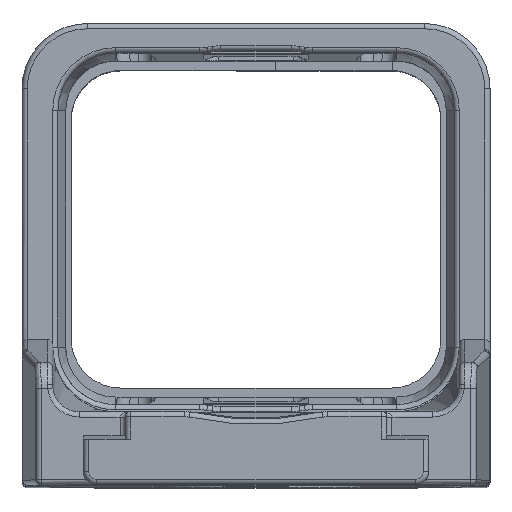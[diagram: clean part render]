
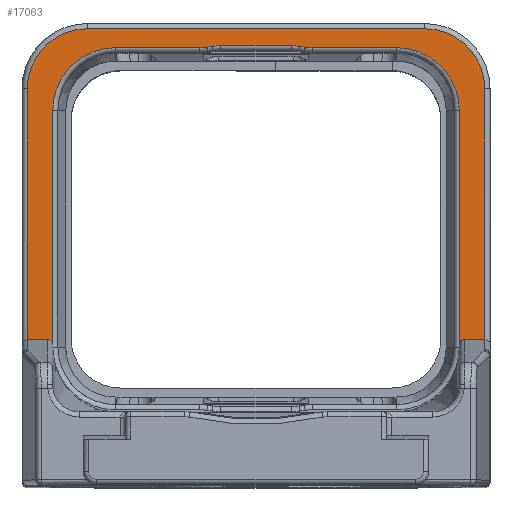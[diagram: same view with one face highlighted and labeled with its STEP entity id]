
A CAD part, top view. The second image highlights one B-rep face of the part: STEP entity #17063.
In plain terms, the highlighted planar face has unit normal (0, 0, 1).
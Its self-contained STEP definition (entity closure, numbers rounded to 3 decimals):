
#1=DIRECTION('',(0.,-1.,0.));
#2=VECTOR('',#1,8.96);
#3=CARTESIAN_POINT('',(-7.775,4.525,17.65));
#4=LINE('',#3,#2);
#5=DIRECTION('',(1.,0.,0.));
#6=VECTOR('',#5,0.775);
#7=CARTESIAN_POINT('',(-8.75,-4.234,17.65));
#8=LINE('',#7,#6);
#9=DIRECTION('',(0.,-1.,0.));
#10=VECTOR('',#9,9.584);
#11=CARTESIAN_POINT('',(-8.75,5.35,17.65));
#12=LINE('',#11,#10);
#13=CARTESIAN_POINT('',(-6.45,5.35,17.65));
#14=DIRECTION('',(0.,0.,1.));
#15=DIRECTION('',(0.,1.,0.));
#16=AXIS2_PLACEMENT_3D('',#13,#14,#15);
#18=DIRECTION('',(-1.,0.,0.));
#19=VECTOR('',#18,12.9);
#20=CARTESIAN_POINT('',(6.45,7.65,17.65));
#21=LINE('',#20,#19);
#22=CARTESIAN_POINT('',(6.45,5.35,17.65));
#23=DIRECTION('',(0.,0.,1.));
#24=DIRECTION('',(1.,0.,0.));
#25=AXIS2_PLACEMENT_3D('',#22,#23,#24);
#27=DIRECTION('',(0.,1.,0.));
#28=VECTOR('',#27,9.584);
#29=CARTESIAN_POINT('',(8.75,-4.234,17.65));
#30=LINE('',#29,#28);
#31=DIRECTION('',(-1.,0.,0.));
#32=VECTOR('',#31,0.775);
#33=CARTESIAN_POINT('',(8.75,-4.234,17.65));
#34=LINE('',#33,#32);
#35=DIRECTION('',(0.,1.,0.));
#36=VECTOR('',#35,8.96);
#37=CARTESIAN_POINT('',(7.775,-4.435,17.65));
#38=LINE('',#37,#36);
#39=CARTESIAN_POINT('',(5.375,4.525,17.65));
#40=DIRECTION('',(0.,0.,-1.));
#41=DIRECTION('',(0.,1.,0.));
#42=AXIS2_PLACEMENT_3D('',#39,#40,#41);
#44=DIRECTION('',(1.,0.,0.));
#45=VECTOR('',#44,3.226);
#46=CARTESIAN_POINT('',(2.149,6.925,17.65));
#47=LINE('',#46,#45);
#48=CARTESIAN_POINT('',(2.149,8.725,17.65));
#49=DIRECTION('',(0.,0.,1.));
#50=DIRECTION('',(-0.148,-0.989,0.));
#51=AXIS2_PLACEMENT_3D('',#48,#49,#50);
#53=DIRECTION('',(0.989,-0.148,0.));
#54=VECTOR('',#53,0.207);
#55=CARTESIAN_POINT('',(1.677,6.976,17.65));
#56=LINE('',#55,#54);
#57=CARTESIAN_POINT('',(1.351,4.8,17.65));
#58=DIRECTION('',(0.,0.,-1.));
#59=DIRECTION('',(0.,1.,0.));
#60=AXIS2_PLACEMENT_3D('',#57,#58,#59);
#62=DIRECTION('',(1.,0.,0.));
#63=VECTOR('',#62,2.702);
#64=CARTESIAN_POINT('',(-1.351,7.,17.65));
#65=LINE('',#64,#63);
#66=CARTESIAN_POINT('',(-1.351,4.8,17.65));
#67=DIRECTION('',(0.,0.,-1.));
#68=DIRECTION('',(-0.148,0.989,0.));
#69=AXIS2_PLACEMENT_3D('',#66,#67,#68);
#71=DIRECTION('',(0.989,0.148,0.));
#72=VECTOR('',#71,0.207);
#73=CARTESIAN_POINT('',(-1.882,6.945,17.65));
#74=LINE('',#73,#72);
#75=CARTESIAN_POINT('',(-2.149,8.725,17.65));
#76=DIRECTION('',(0.,0.,1.));
#77=DIRECTION('',(0.,-1.,0.));
#78=AXIS2_PLACEMENT_3D('',#75,#76,#77);
#80=DIRECTION('',(1.,0.,0.));
#81=VECTOR('',#80,3.226);
#82=CARTESIAN_POINT('',(-5.375,6.925,17.65));
#83=LINE('',#82,#81);
#84=CARTESIAN_POINT('',(-5.375,4.525,17.65));
#85=DIRECTION('',(0.,0.,-1.));
#86=DIRECTION('',(-1.,0.,0.));
#87=AXIS2_PLACEMENT_3D('',#84,#85,#86);
#171=CARTESIAN_POINT('',(7.775,-4.435,17.65));
#172=CARTESIAN_POINT('',(7.775,-4.418,17.65));
#173=CARTESIAN_POINT('',(7.779,-4.389,17.65));
#174=CARTESIAN_POINT('',(7.796,-4.339,17.65));
#175=CARTESIAN_POINT('',(7.831,-4.29,17.65));
#176=CARTESIAN_POINT('',(7.879,-4.255,17.65));
#177=CARTESIAN_POINT('',(7.929,-4.238,17.65));
#178=CARTESIAN_POINT('',(7.958,-4.234,17.65));
#179=CARTESIAN_POINT('',(7.975,-4.234,17.65));
#316=CARTESIAN_POINT('',(-7.975,-4.234,17.65));
#317=CARTESIAN_POINT('',(-7.958,-4.234,17.65));
#318=CARTESIAN_POINT('',(-7.929,-4.238,17.65));
#319=CARTESIAN_POINT('',(-7.879,-4.255,17.65));
#320=CARTESIAN_POINT('',(-7.831,-4.29,17.65));
#321=CARTESIAN_POINT('',(-7.796,-4.339,17.65));
#322=CARTESIAN_POINT('',(-7.779,-4.389,17.65));
#323=CARTESIAN_POINT('',(-7.775,-4.418,17.65));
#324=CARTESIAN_POINT('',(-7.775,-4.435,17.65));
#15824=CARTESIAN_POINT('',(-8.75,5.35,17.65));
#15825=CARTESIAN_POINT('',(-8.75,-4.234,17.65));
#15826=VERTEX_POINT('',#15824);
#15827=VERTEX_POINT('',#15825);
#15832=CARTESIAN_POINT('',(-6.45,7.65,17.65));
#15833=VERTEX_POINT('',#15832);
#15836=CARTESIAN_POINT('',(6.45,7.65,17.65));
#15837=VERTEX_POINT('',#15836);
#15840=CARTESIAN_POINT('',(8.75,5.35,17.65));
#15841=VERTEX_POINT('',#15840);
#15844=CARTESIAN_POINT('',(8.75,-4.234,17.65));
#15845=VERTEX_POINT('',#15844);
#16004=CARTESIAN_POINT('',(-7.975,-4.234,17.65));
#16005=VERTEX_POINT('',#16004);
#16086=CARTESIAN_POINT('',(-7.775,-4.435,17.65));
#16088=VERTEX_POINT('',#16086);
#16129=CARTESIAN_POINT('',(7.775,-4.435,17.65));
#16130=VERTEX_POINT('',#16129);
#16133=CARTESIAN_POINT('',(5.375,6.925,17.65));
#16134=CARTESIAN_POINT('',(7.775,4.525,17.65));
#16135=VERTEX_POINT('',#16133);
#16136=VERTEX_POINT('',#16134);
#16139=CARTESIAN_POINT('',(2.149,6.925,17.65));
#16140=VERTEX_POINT('',#16139);
#16143=CARTESIAN_POINT('',(1.882,6.945,17.65));
#16144=VERTEX_POINT('',#16143);
#16147=CARTESIAN_POINT('',(1.677,6.976,17.65));
#16148=VERTEX_POINT('',#16147);
#16151=CARTESIAN_POINT('',(1.351,7.,17.65));
#16152=VERTEX_POINT('',#16151);
#16155=CARTESIAN_POINT('',(-1.351,7.,17.65));
#16156=VERTEX_POINT('',#16155);
#16159=CARTESIAN_POINT('',(-1.677,6.976,17.65));
#16160=VERTEX_POINT('',#16159);
#16163=CARTESIAN_POINT('',(-1.882,6.945,17.65));
#16164=VERTEX_POINT('',#16163);
#16167=CARTESIAN_POINT('',(-2.149,6.925,17.65));
#16168=VERTEX_POINT('',#16167);
#16171=CARTESIAN_POINT('',(-5.375,6.925,17.65));
#16172=VERTEX_POINT('',#16171);
#16175=CARTESIAN_POINT('',(-7.775,4.525,17.65));
#16176=VERTEX_POINT('',#16175);
#16195=CARTESIAN_POINT('',(7.975,-4.234,17.65));
#16196=VERTEX_POINT('',#16195);
#17012=CARTESIAN_POINT('',(0.,0.,17.65));
#17013=DIRECTION('',(0.,0.,1.));
#17014=DIRECTION('',(1.,0.,0.));
#17015=AXIS2_PLACEMENT_3D('',#17012,#17013,#17014);
#17016=PLANE('',#17015);
#17018=ORIENTED_EDGE('',*,*,#17017,.T.);
#17020=ORIENTED_EDGE('',*,*,#17019,.F.);
#17022=ORIENTED_EDGE('',*,*,#17021,.F.);
#17024=ORIENTED_EDGE('',*,*,#17023,.F.);
#17026=ORIENTED_EDGE('',*,*,#17025,.F.);
#17028=ORIENTED_EDGE('',*,*,#17027,.F.);
#17030=ORIENTED_EDGE('',*,*,#17029,.F.);
#17032=ORIENTED_EDGE('',*,*,#17031,.F.);
#17034=ORIENTED_EDGE('',*,*,#17033,.T.);
#17036=ORIENTED_EDGE('',*,*,#17035,.F.);
#17038=ORIENTED_EDGE('',*,*,#17037,.T.);
#17040=ORIENTED_EDGE('',*,*,#17039,.F.);
#17042=ORIENTED_EDGE('',*,*,#17041,.F.);
#17044=ORIENTED_EDGE('',*,*,#17043,.F.);
#17046=ORIENTED_EDGE('',*,*,#17045,.F.);
#17048=ORIENTED_EDGE('',*,*,#17047,.F.);
#17050=ORIENTED_EDGE('',*,*,#17049,.F.);
#17052=ORIENTED_EDGE('',*,*,#17051,.F.);
#17054=ORIENTED_EDGE('',*,*,#17053,.F.);
#17056=ORIENTED_EDGE('',*,*,#17055,.F.);
#17058=ORIENTED_EDGE('',*,*,#17057,.F.);
#17060=ORIENTED_EDGE('',*,*,#17059,.F.);
#17061=EDGE_LOOP('',(#17018,#17020,#17022,#17024,#17026,#17028,#17030,#17032,
#17034,#17036,#17038,#17040,#17042,#17044,#17046,#17048,#17050,#17052,#17054,
#17056,#17058,#17060));
#17062=FACE_OUTER_BOUND('',#17061,.F.);
#17063=ADVANCED_FACE('',(#17062),#17016,.T.);
#17=CIRCLE('',#16,2.3);
#26=CIRCLE('',#25,2.3);
#43=CIRCLE('',#42,2.4);
#52=CIRCLE('',#51,1.8);
#61=CIRCLE('',#60,2.2);
#70=CIRCLE('',#69,2.2);
#79=CIRCLE('',#78,1.8);
#88=CIRCLE('',#87,2.4);
#180=B_SPLINE_CURVE_WITH_KNOTS('',3,(#171,#172,#173,#174,#175,#176,#177,#178,
#179),.UNSPECIFIED.,.F.,.F.,(4,1,1,1,1,1,4),(0.,0.125,0.25,0.5,0.75,
0.875,1.),.UNSPECIFIED.);
#325=B_SPLINE_CURVE_WITH_KNOTS('',3,(#316,#317,#318,#319,#320,#321,#322,#323,
#324),.UNSPECIFIED.,.F.,.F.,(4,1,1,1,1,1,4),(0.,0.125,0.25,0.5,0.75,
0.875,1.),.UNSPECIFIED.);
#17017=EDGE_CURVE('',#16176,#16088,#4,.T.);
#17019=EDGE_CURVE('',#16005,#16088,#325,.T.);
#17021=EDGE_CURVE('',#15827,#16005,#8,.T.);
#17023=EDGE_CURVE('',#15826,#15827,#12,.T.);
#17025=EDGE_CURVE('',#15833,#15826,#17,.T.);
#17027=EDGE_CURVE('',#15837,#15833,#21,.T.);
#17029=EDGE_CURVE('',#15841,#15837,#26,.T.);
#17031=EDGE_CURVE('',#15845,#15841,#30,.T.);
#17033=EDGE_CURVE('',#15845,#16196,#34,.T.);
#17035=EDGE_CURVE('',#16130,#16196,#180,.T.);
#17037=EDGE_CURVE('',#16130,#16136,#38,.T.);
#17039=EDGE_CURVE('',#16135,#16136,#43,.T.);
#17041=EDGE_CURVE('',#16140,#16135,#47,.T.);
#17043=EDGE_CURVE('',#16144,#16140,#52,.T.);
#17045=EDGE_CURVE('',#16148,#16144,#56,.T.);
#17047=EDGE_CURVE('',#16152,#16148,#61,.T.);
#17049=EDGE_CURVE('',#16156,#16152,#65,.T.);
#17051=EDGE_CURVE('',#16160,#16156,#70,.T.);
#17053=EDGE_CURVE('',#16164,#16160,#74,.T.);
#17055=EDGE_CURVE('',#16168,#16164,#79,.T.);
#17057=EDGE_CURVE('',#16172,#16168,#83,.T.);
#17059=EDGE_CURVE('',#16176,#16172,#88,.T.);
